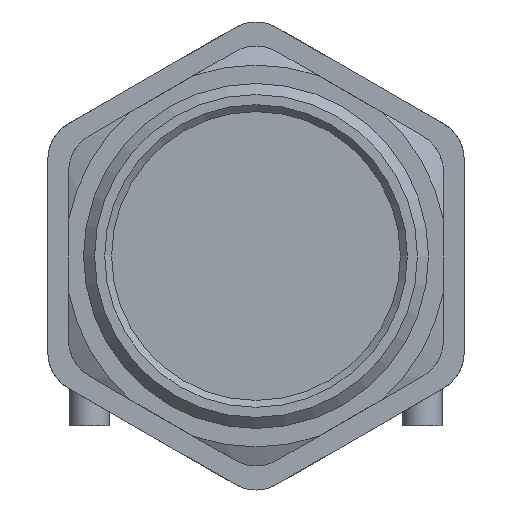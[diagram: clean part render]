
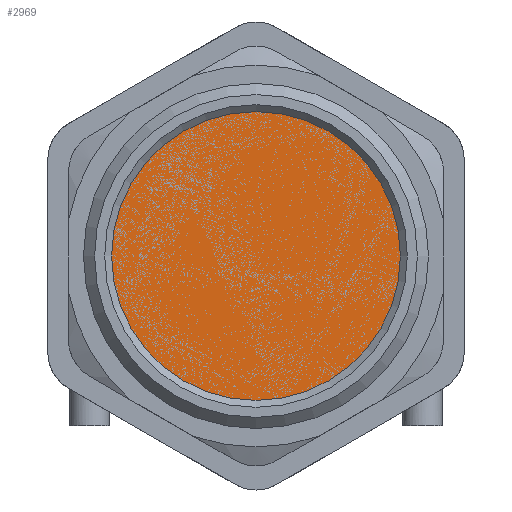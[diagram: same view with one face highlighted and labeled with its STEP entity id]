
A CAD part, left-side view. The second image highlights one B-rep face of the part: STEP entity #2969.
In plain terms, the highlighted planar face has unit normal (1, 0, 0).
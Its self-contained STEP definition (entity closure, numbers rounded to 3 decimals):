
#315=PLANE('',#3277);
#479=FACE_OUTER_BOUND('',#663,.T.);
#663=EDGE_LOOP('',(#2593));
#1103=CIRCLE('',#3278,12.425);
#1368=VERTEX_POINT('',#5572);
#1777=EDGE_CURVE('',#1368,#1368,#1103,.T.);
#2593=ORIENTED_EDGE('',*,*,#1777,.T.);
#2969=ADVANCED_FACE('',(#479),#315,.T.);
#3277=AXIS2_PLACEMENT_3D('',#5571,#4023,#4024);
#3278=AXIS2_PLACEMENT_3D('',#5573,#4025,#4026);
#4023=DIRECTION('center_axis',(1.,0.,0.));
#4024=DIRECTION('ref_axis',(0.,0.,-1.));
#4025=DIRECTION('center_axis',(1.,0.,0.));
#4026=DIRECTION('ref_axis',(0.,0.,-1.));
#5571=CARTESIAN_POINT('Origin',(-6.5,0.,0.));
#5572=CARTESIAN_POINT('',(-6.5,12.425,0.));
#5573=CARTESIAN_POINT('Origin',(-6.5,0.,0.));
